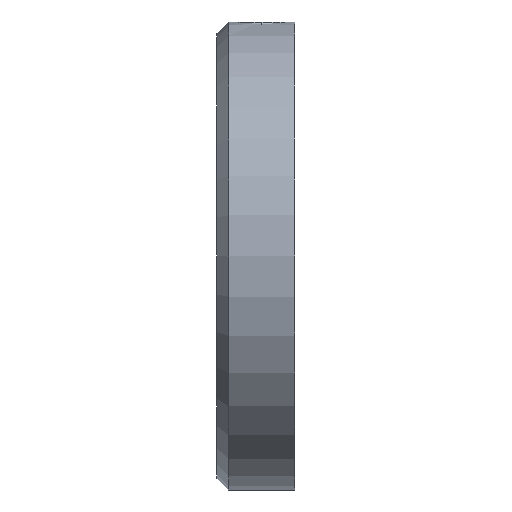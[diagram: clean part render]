
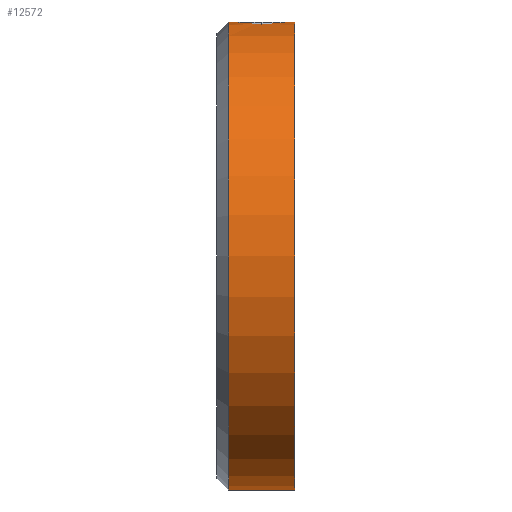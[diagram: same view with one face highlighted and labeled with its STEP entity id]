
A CAD part, left-side view. The second image highlights one B-rep face of the part: STEP entity #12572.
In plain terms, the highlighted cylindrical face has radius 15 mm (diameter 30 mm), a partial arc.
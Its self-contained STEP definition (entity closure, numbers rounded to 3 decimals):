
#33 = CARTESIAN_POINT ( 'NONE',  ( 0., 3.775, 15. ) ) ;
#182 = CARTESIAN_POINT ( 'NONE',  ( -1.442, 2.955, 14.931 ) ) ;
#520 = CARTESIAN_POINT ( 'NONE',  ( 0., 0.475, 15. ) ) ;
#624 = DIRECTION ( 'NONE',  ( 0., -1., 0. ) ) ;
#1358 = VECTOR ( 'NONE', #4370, 1000. ) ;
#1415 = VERTEX_POINT ( 'NONE', #12777 ) ;
#1576 = VERTEX_POINT ( 'NONE', #8593 ) ;
#1644 = CARTESIAN_POINT ( 'NONE',  ( -1.431, 1.297, 14.932 ) ) ;
#1735 = CARTESIAN_POINT ( 'NONE',  ( -1.65, 2.125, 14.909 ) ) ;
#1835 = VERTEX_POINT ( 'NONE', #10115 ) ;
#2457 = ORIENTED_EDGE ( 'NONE', *, *, #14359, .F. ) ;
#2534 = CARTESIAN_POINT ( 'NONE',  ( -0.532, 3.691, 14.991 ) ) ;
#2738 = EDGE_CURVE ( 'NONE', #13088, #1835, #14120, .T. ) ;
#2801 = CARTESIAN_POINT ( 'NONE',  ( -1.607, 2.558, 14.914 ) ) ;
#3018 = LINE ( 'NONE', #9455, #9604 ) ;
#3986 = CARTESIAN_POINT ( 'NONE',  ( -0.732, 3.608, 14.982 ) ) ;
#4053 = CARTESIAN_POINT ( 'NONE',  ( -0.731, 0.642, 14.982 ) ) ;
#4370 = DIRECTION ( 'NONE',  ( 0., -1., 0. ) ) ;
#4512 = CARTESIAN_POINT ( 'NONE',  ( 0., 0.475, 15. ) ) ;
#4855 = VERTEX_POINT ( 'NONE', #8590 ) ;
#4880 = CARTESIAN_POINT ( 'NONE',  ( -1.319, 3.139, 14.943 ) ) ;
#4897 = DIRECTION ( 'NONE',  ( 0., 0., -1. ) ) ;
#5140 = CARTESIAN_POINT ( 'NONE',  ( -0.216, 3.764, 14.999 ) ) ;
#5164 = CARTESIAN_POINT ( 'NONE',  ( -0.429, 0.528, 14.994 ) ) ;
#5214 = CARTESIAN_POINT ( 'NONE',  ( -1.244, 1.035, 14.949 ) ) ;
#5236 = CARTESIAN_POINT ( 'NONE',  ( 0., 5., 15. ) ) ;
#5294 = B_SPLINE_CURVE_WITH_KNOTS ( 'NONE', 3,
 ( #520, #13337, #8713, #5164, #11031, #4053, #7476, #9883, #8617, #5214, #12109, #1644, #7612, #9778, #13380, #14462, #6400, #1735 ),
 .UNSPECIFIED., .F., .F.,
 ( 4, 2, 2, 2, 2, 2, 2, 2, 4 ),
 ( 0.003, 0.003, 0.003, 0.004, 0.004, 0.004, 0.005, 0.005, 0.005 ),
 .UNSPECIFIED. ) ;
#5586 = CIRCLE ( 'NONE', #14422, 15. ) ;
#5875 = AXIS2_PLACEMENT_3D ( 'NONE', #6822, #14992, #10175 ) ;
#5955 = DIRECTION ( 'NONE',  ( 0., -1., 0. ) ) ;
#6397 = EDGE_CURVE ( 'NONE', #4855, #1576, #14459, .T. ) ;
#6400 = CARTESIAN_POINT ( 'NONE',  ( -1.65, 2.017, 14.909 ) ) ;
#6752 = ORIENTED_EDGE ( 'NONE', *, *, #2738, .T. ) ;
#6822 = CARTESIAN_POINT ( 'NONE',  ( 0., 0., 0. ) ) ;
#7015 = CARTESIAN_POINT ( 'NONE',  ( -0.109, 3.775, 15. ) ) ;
#7135 = CARTESIAN_POINT ( 'NONE',  ( 0., 4.25, -15. ) ) ;
#7175 = CARTESIAN_POINT ( 'NONE',  ( -1.65, 2.341, 14.909 ) ) ;
#7238 = ORIENTED_EDGE ( 'NONE', *, *, #13945, .T. ) ;
#7476 = CARTESIAN_POINT ( 'NONE',  ( -0.828, 0.694, 14.977 ) ) ;
#7494 = CARTESIAN_POINT ( 'NONE',  ( 0., 0., -15. ) ) ;
#7612 = CARTESIAN_POINT ( 'NONE',  ( -1.483, 1.394, 14.927 ) ) ;
#8374 = CARTESIAN_POINT ( 'NONE',  ( -1.091, 3.367, 14.96 ) ) ;
#8590 = CARTESIAN_POINT ( 'NONE',  ( -1.65, 2.125, 14.909 ) ) ;
#8593 = CARTESIAN_POINT ( 'NONE',  ( 0., 3.775, 15. ) ) ;
#8617 = CARTESIAN_POINT ( 'NONE',  ( -1.09, 0.881, 14.961 ) ) ;
#8713 = CARTESIAN_POINT ( 'NONE',  ( -0.217, 0.486, 14.999 ) ) ;
#9455 = CARTESIAN_POINT ( 'NONE',  ( 0., 5., -15. ) ) ;
#9524 = ORIENTED_EDGE ( 'NONE', *, *, #6397, .T. ) ;
#9604 = VECTOR ( 'NONE', #5955, 1000. ) ;
#9658 = LINE ( 'NONE', #5236, #10361 ) ;
#9778 = CARTESIAN_POINT ( 'NONE',  ( -1.566, 1.593, 14.918 ) ) ;
#9883 = CARTESIAN_POINT ( 'NONE',  ( -1.006, 0.813, 14.966 ) ) ;
#10115 = CARTESIAN_POINT ( 'NONE',  ( 0., 0., 15. ) ) ;
#10175 = DIRECTION ( 'NONE',  ( 0., 0., 1. ) ) ;
#10361 = VECTOR ( 'NONE', #624, 1000. ) ;
#10554 = CARTESIAN_POINT ( 'NONE',  ( -1.006, 3.437, 14.966 ) ) ;
#10834 = VERTEX_POINT ( 'NONE', #7135 ) ;
#10856 = LINE ( 'NONE', #14734, #1358 ) ;
#10942 = EDGE_CURVE ( 'NONE', #11931, #1835, #9658, .T. ) ;
#11031 = CARTESIAN_POINT ( 'NONE',  ( -0.532, 0.559, 14.991 ) ) ;
#11093 = CYLINDRICAL_SURFACE ( 'NONE', #12565, 15. ) ;
#11097 = ORIENTED_EDGE ( 'NONE', *, *, #11341, .T. ) ;
#11236 = FACE_OUTER_BOUND ( 'NONE', #15070, .T. ) ;
#11341 = EDGE_CURVE ( 'NONE', #1415, #10834, #5586, .T. ) ;
#11718 = CARTESIAN_POINT ( 'NONE',  ( -0.827, 3.557, 14.977 ) ) ;
#11891 = DIRECTION ( 'NONE',  ( 0., -1., 0. ) ) ;
#11931 = VERTEX_POINT ( 'NONE', #4512 ) ;
#11936 = DIRECTION ( 'NONE',  ( 0., 0., 1. ) ) ;
#12109 = CARTESIAN_POINT ( 'NONE',  ( -1.312, 1.119, 14.943 ) ) ;
#12136 = CARTESIAN_POINT ( 'NONE',  ( -0.427, 3.722, 14.994 ) ) ;
#12565 = AXIS2_PLACEMENT_3D ( 'NONE', #12861, #11891, #4897 ) ;
#12572 = ADVANCED_FACE ( 'NONE', ( #11236 ), #11093, .T. ) ;
#12777 = CARTESIAN_POINT ( 'NONE',  ( 0., 4.25, 15. ) ) ;
#12861 = CARTESIAN_POINT ( 'NONE',  ( 0., 5., 0. ) ) ;
#13015 = DIRECTION ( 'NONE',  ( 0., -1., 0. ) ) ;
#13067 = CARTESIAN_POINT ( 'NONE',  ( 0., 4.25, 0. ) ) ;
#13088 = VERTEX_POINT ( 'NONE', #7494 ) ;
#13337 = CARTESIAN_POINT ( 'NONE',  ( -0.108, 0.475, 15. ) ) ;
#13380 = CARTESIAN_POINT ( 'NONE',  ( -1.597, 1.696, 14.915 ) ) ;
#13945 = EDGE_CURVE ( 'NONE', #11931, #4855, #5294, .T. ) ;
#14111 = ORIENTED_EDGE ( 'NONE', *, *, #10942, .F. ) ;
#14120 = CIRCLE ( 'NONE', #5875, 15. ) ;
#14169 = CARTESIAN_POINT ( 'NONE',  ( -1.65, 2.125, 14.909 ) ) ;
#14359 = EDGE_CURVE ( 'NONE', #1415, #1576, #10856, .T. ) ;
#14422 = AXIS2_PLACEMENT_3D ( 'NONE', #13067, #13015, #11936 ) ;
#14459 = B_SPLINE_CURVE_WITH_KNOTS ( 'NONE', 3,
 ( #14169, #7175, #2801, #182, #4880, #8374, #10554, #11718, #3986, #2534, #12136, #5140, #7015, #33 ),
 .UNSPECIFIED., .F., .F.,
 ( 4, 2, 2, 2, 2, 2, 4 ),
 ( 0.005, 0.006, 0.006, 0.007, 0.007, 0.007, 0.008 ),
 .UNSPECIFIED. ) ;
#14462 = CARTESIAN_POINT ( 'NONE',  ( -1.639, 1.908, 14.91 ) ) ;
#14506 = EDGE_CURVE ( 'NONE', #10834, #13088, #3018, .T. ) ;
#14734 = CARTESIAN_POINT ( 'NONE',  ( 0., 5., 15. ) ) ;
#14989 = ORIENTED_EDGE ( 'NONE', *, *, #14506, .T. ) ;
#14992 = DIRECTION ( 'NONE',  ( 0., 1., 0. ) ) ;
#15070 = EDGE_LOOP ( 'NONE', ( #2457, #11097, #14989, #6752, #14111, #7238, #9524 ) ) ;
